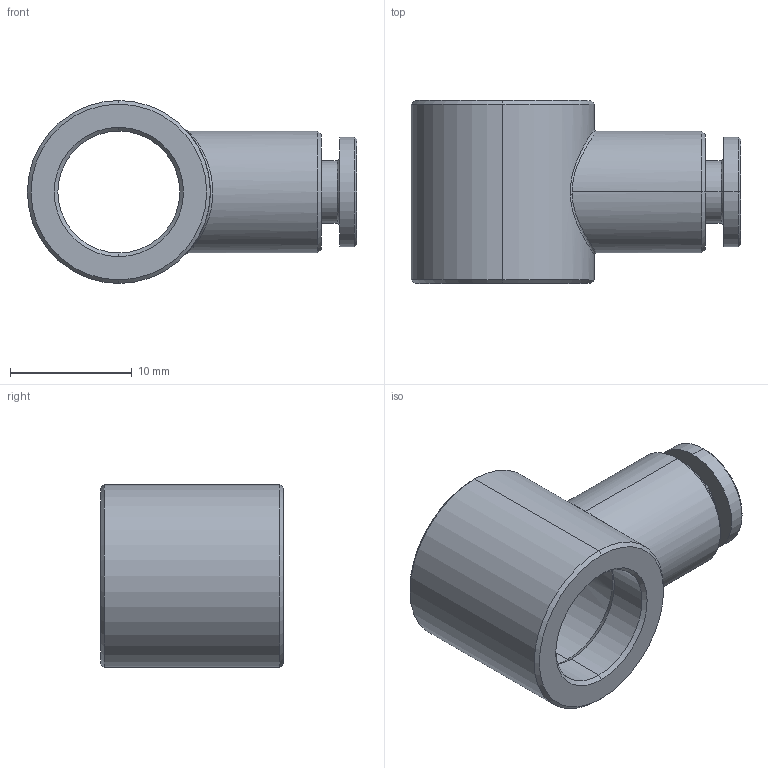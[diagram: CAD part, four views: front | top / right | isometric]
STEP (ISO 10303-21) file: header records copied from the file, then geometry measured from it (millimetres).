
FILE_DESCRIPTION (( 'STEP AP203' ), '1' );
FILE_NAME ('B0180011.STEP', '2012-08-24T12:53:05', ( '' ), ( 'sopra-pneumatic' ), 'SwSTEP 2.0', 'SolidWorks 2011', '' );
FILE_SCHEMA (( 'CONFIG_CONTROL_DESIGN' ));
Length unit declared in the file: millimetre
Products named in the file (1): B0180011
Bounding box: 27 x 15 x 15 mm (x, y, z)
Volume: 2086.8 mm3; surface area: 1976.2 mm2
Topology: 1 solids, 1 shells, 46 faces, 98 edges, 58 vertices
Faces by surface type: cone 20, cylinder 18, plane 6, bspline 2
Entity records: 1785 total; most frequent: CARTESIAN_POINT 689, DIRECTION 232, ORIENTED_EDGE 196, EDGE_CURVE 98, AXIS2_PLACEMENT_3D 97, VERTEX_POINT 58, EDGE_LOOP 54, CIRCLE 52
